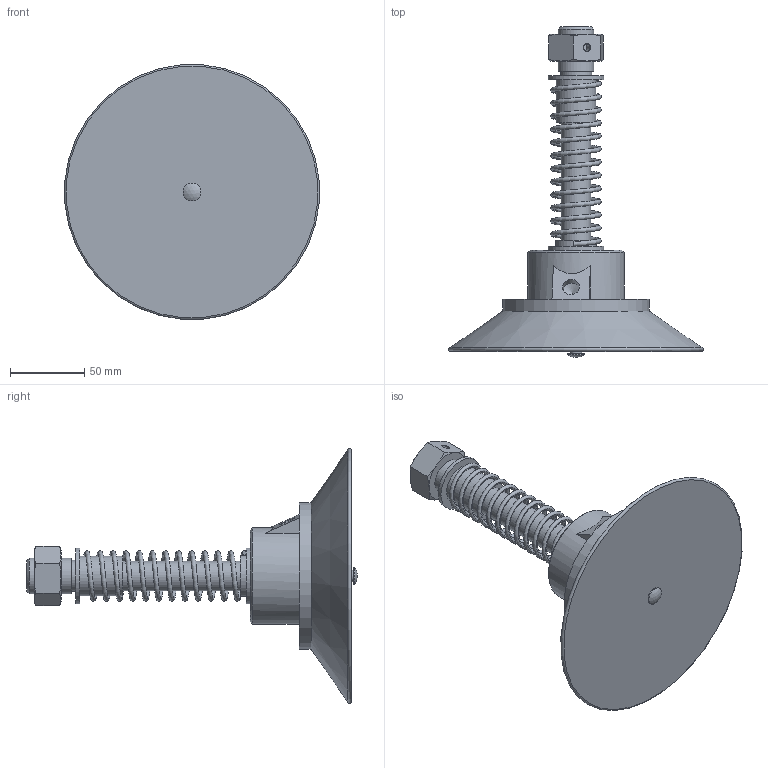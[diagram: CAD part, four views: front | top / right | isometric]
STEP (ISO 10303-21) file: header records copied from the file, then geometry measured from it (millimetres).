
FILE_DESCRIPTION(/* description */ (''),/* implementation_level */ '2;1');
FILE_NAME(/* name */ 'vdlvm60170cn.stp',/* time_stamp */ '2020-11-23T12:35:37+01:00',/* author */ ('enginyeria'),/* organization */ (''),/* preprocessor_version */ 'ST-DEVELOPER v17.2',/* originating_system */ 'Autodesk Inventor 2019',/* authorisation */ '');
FILE_SCHEMA (('CONFIG_CONTROL_DESIGN'));
Length unit declared in the file: millimetre
Products named in the file (1): vdlvm60170cn
Bounding box: 170.91 x 221.93 x 170.91 mm (x, y, z)
Volume: 666466.3 mm3; surface area: 85757.8 mm2
Topology: 1 solids, 1 shells, 62 faces, 146 edges, 101 vertices
Faces by surface type: plane 26, cone 17, cylinder 15, bspline 2, sphere 1, torus 1
Full cylindrical faces by diameter (mm): 4.917 x1, 8 x1, 11.445 x1, 12 x1, 20 x1, 21 x1, 24 x2, 26.667 x1, 27.5 x1, 37.5 x2, 65 x1, 86.5 x1, 98.5 x1
Entity records: 14517 total; most frequent: CARTESIAN_POINT 12959, DIRECTION 314, ORIENTED_EDGE 290, EDGE_CURVE 145, AXIS2_PLACEMENT_3D 140, VERTEX_POINT 101, CIRCLE 78, EDGE_LOOP 78
